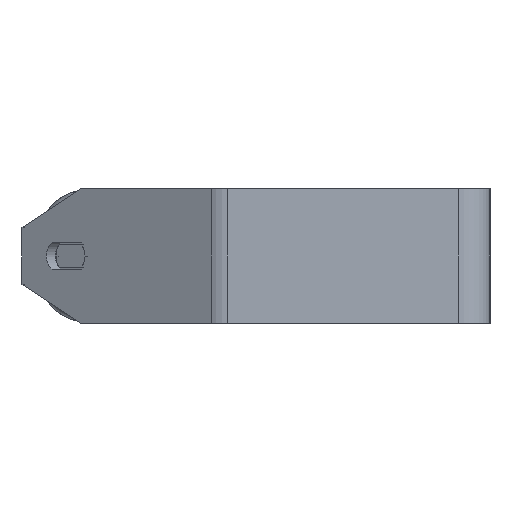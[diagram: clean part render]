
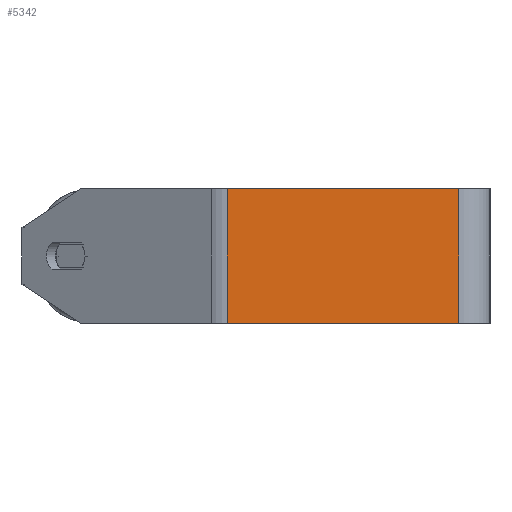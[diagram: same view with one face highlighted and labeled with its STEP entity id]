
A CAD part, left-side view. The second image highlights one B-rep face of the part: STEP entity #5342.
In plain terms, the highlighted planar face has unit normal (-1, 0, 0).
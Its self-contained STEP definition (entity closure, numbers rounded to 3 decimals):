
#89 = CARTESIAN_POINT ( 'NONE',  ( -360., 14., 30. ) ) ;
#311 = ORIENTED_EDGE ( 'NONE', *, *, #1718, .T. ) ;
#389 = EDGE_LOOP ( 'NONE', ( #445, #3321, #1933, #311 ) ) ;
#445 = ORIENTED_EDGE ( 'NONE', *, *, #954, .T. ) ;
#781 = VERTEX_POINT ( 'NONE', #89 ) ;
#940 = EDGE_CURVE ( 'NONE', #4038, #781, #1592, .T. ) ;
#954 = EDGE_CURVE ( 'NONE', #5007, #7977, #4968, .T. ) ;
#1374 = DIRECTION ( 'NONE',  ( 0., 0., -1. ) ) ;
#1592 = LINE ( 'NONE', #7502, #6487 ) ;
#1718 = EDGE_CURVE ( 'NONE', #4038, #5007, #6808, .T. ) ;
#1933 = ORIENTED_EDGE ( 'NONE', *, *, #940, .F. ) ;
#2065 = CARTESIAN_POINT ( 'NONE',  ( -360., 121.112, 30. ) ) ;
#2260 = VECTOR ( 'NONE', #7579, 1000. ) ;
#2740 = PLANE ( 'NONE',  #5315 ) ;
#2774 = DIRECTION ( 'NONE',  ( 0., 0., -1. ) ) ;
#2821 = CARTESIAN_POINT ( 'NONE',  ( -360., 14., 30. ) ) ;
#3321 = ORIENTED_EDGE ( 'NONE', *, *, #4127, .F. ) ;
#3631 = VECTOR ( 'NONE', #6226, 1000. ) ;
#3944 = CARTESIAN_POINT ( 'NONE',  ( -360., 117.36, 30. ) ) ;
#4038 = VERTEX_POINT ( 'NONE', #3944 ) ;
#4127 = EDGE_CURVE ( 'NONE', #781, #7977, #6076, .T. ) ;
#4524 = CARTESIAN_POINT ( 'NONE',  ( -360., 14., -30. ) ) ;
#4805 = FACE_OUTER_BOUND ( 'NONE', #389, .T. ) ;
#4968 = LINE ( 'NONE', #8223, #2260 ) ;
#5007 = VERTEX_POINT ( 'NONE', #7668 ) ;
#5315 = AXIS2_PLACEMENT_3D ( 'NONE', #2065, #8092, #2774 ) ;
#5342 = ADVANCED_FACE ( 'NONE', ( #4805 ), #2740, .F. ) ;
#6076 = LINE ( 'NONE', #2821, #8027 ) ;
#6226 = DIRECTION ( 'NONE',  ( 0., 0., -1. ) ) ;
#6487 = VECTOR ( 'NONE', #8096, 1000. ) ;
#6808 = LINE ( 'NONE', #7482, #3631 ) ;
#7482 = CARTESIAN_POINT ( 'NONE',  ( -360., 117.36, 30. ) ) ;
#7502 = CARTESIAN_POINT ( 'NONE',  ( -360., 121.112, 30. ) ) ;
#7579 = DIRECTION ( 'NONE',  ( 0., -1., 0. ) ) ;
#7668 = CARTESIAN_POINT ( 'NONE',  ( -360., 117.36, -30. ) ) ;
#7977 = VERTEX_POINT ( 'NONE', #4524 ) ;
#8027 = VECTOR ( 'NONE', #1374, 1000. ) ;
#8092 = DIRECTION ( 'NONE',  ( 1., 0., 0. ) ) ;
#8096 = DIRECTION ( 'NONE',  ( 0., -1., 0. ) ) ;
#8223 = CARTESIAN_POINT ( 'NONE',  ( -360., 121.112, -30. ) ) ;
